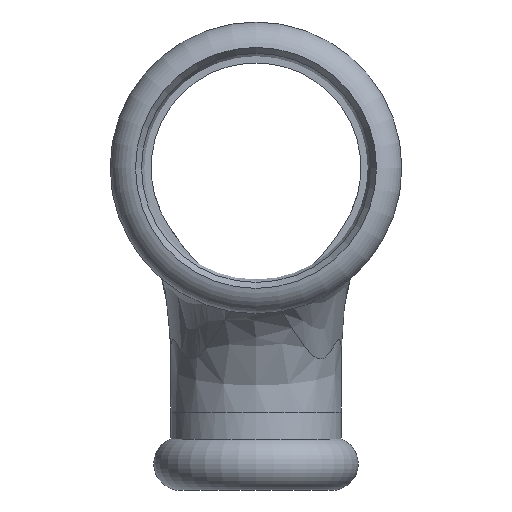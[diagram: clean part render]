
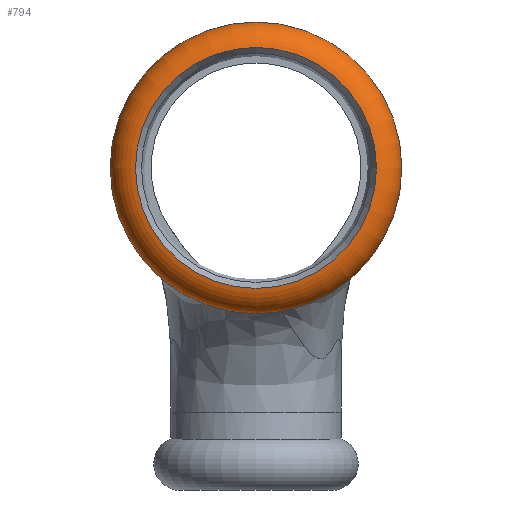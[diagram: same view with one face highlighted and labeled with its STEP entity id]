
A CAD part, left-side view. The second image highlights one B-rep face of the part: STEP entity #794.
In plain terms, the highlighted toroidal (fillet/blend) face has major radius 14.597 mm and minor radius 3.755 mm.
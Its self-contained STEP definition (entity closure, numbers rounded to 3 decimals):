
#130=FACE_OUTER_BOUND('',#170,.T.);
#170=EDGE_LOOP('',(#535,#536,#537,#538,#539,#540,#541,#542));
#223=CIRCLE('',#871,15.7);
#224=CIRCLE('',#872,15.7);
#225=CIRCLE('',#873,3.755);
#226=CIRCLE('',#874,15.15);
#227=CIRCLE('',#875,15.15);
#228=CIRCLE('',#876,15.15);
#229=CIRCLE('',#877,15.7);
#292=VERTEX_POINT('',#1201);
#293=VERTEX_POINT('',#1202);
#294=VERTEX_POINT('',#1204);
#295=VERTEX_POINT('',#1206);
#296=VERTEX_POINT('',#1208);
#297=VERTEX_POINT('',#1210);
#391=EDGE_CURVE('',#292,#293,#223,.T.);
#392=EDGE_CURVE('',#294,#292,#224,.T.);
#393=EDGE_CURVE('',#294,#295,#225,.T.);
#394=EDGE_CURVE('',#295,#296,#226,.T.);
#395=EDGE_CURVE('',#296,#297,#227,.T.);
#396=EDGE_CURVE('',#297,#295,#228,.T.);
#397=EDGE_CURVE('',#293,#294,#229,.T.);
#535=ORIENTED_EDGE('',*,*,#391,.F.);
#536=ORIENTED_EDGE('',*,*,#392,.F.);
#537=ORIENTED_EDGE('',*,*,#393,.T.);
#538=ORIENTED_EDGE('',*,*,#394,.T.);
#539=ORIENTED_EDGE('',*,*,#395,.T.);
#540=ORIENTED_EDGE('',*,*,#396,.T.);
#541=ORIENTED_EDGE('',*,*,#393,.F.);
#542=ORIENTED_EDGE('',*,*,#397,.F.);
#783=TOROIDAL_SURFACE('',#870,14.597,3.755);
#794=ADVANCED_FACE('',(#130),#783,.T.);
#870=AXIS2_PLACEMENT_3D('',#1200,#993,#994);
#871=AXIS2_PLACEMENT_3D('',#1203,#995,#996);
#872=AXIS2_PLACEMENT_3D('',#1205,#997,#998);
#873=AXIS2_PLACEMENT_3D('',#1207,#999,#1000);
#874=AXIS2_PLACEMENT_3D('',#1209,#1001,#1002);
#875=AXIS2_PLACEMENT_3D('',#1211,#1003,#1004);
#876=AXIS2_PLACEMENT_3D('',#1212,#1005,#1006);
#877=AXIS2_PLACEMENT_3D('',#1213,#1007,#1008);
#993=DIRECTION('center_axis',(1.,0.,0.));
#994=DIRECTION('ref_axis',(0.,0.,1.));
#995=DIRECTION('center_axis',(1.,0.,0.));
#996=DIRECTION('ref_axis',(0.,1.,0.));
#997=DIRECTION('center_axis',(1.,0.,0.));
#998=DIRECTION('ref_axis',(0.,1.,0.));
#999=DIRECTION('center_axis',(0.,1.,0.));
#1000=DIRECTION('ref_axis',(0.,0.,-1.));
#1001=DIRECTION('center_axis',(1.,0.,0.));
#1002=DIRECTION('ref_axis',(0.,1.,0.));
#1003=DIRECTION('center_axis',(1.,0.,0.));
#1004=DIRECTION('ref_axis',(0.,1.,0.));
#1005=DIRECTION('center_axis',(1.,0.,0.));
#1006=DIRECTION('ref_axis',(0.,1.,0.));
#1007=DIRECTION('center_axis',(1.,0.,0.));
#1008=DIRECTION('ref_axis',(0.,1.,0.));
#1200=CARTESIAN_POINT('Origin',(-38.286,0.,0.));
#1201=CARTESIAN_POINT('',(-34.697,15.7,0.));
#1202=CARTESIAN_POINT('',(-34.697,-15.7,0.));
#1203=CARTESIAN_POINT('Origin',(-34.697,0.,0.));
#1204=CARTESIAN_POINT('',(-34.697,0.,-15.7));
#1205=CARTESIAN_POINT('Origin',(-34.697,0.,0.));
#1206=CARTESIAN_POINT('',(-42.,0.,-15.15));
#1207=CARTESIAN_POINT('Origin',(-38.286,0.,
-14.597));
#1208=CARTESIAN_POINT('',(-42.,15.15,0.));
#1209=CARTESIAN_POINT('Origin',(-42.,0.,0.));
#1210=CARTESIAN_POINT('',(-42.,-15.15,0.));
#1211=CARTESIAN_POINT('Origin',(-42.,0.,0.));
#1212=CARTESIAN_POINT('Origin',(-42.,0.,0.));
#1213=CARTESIAN_POINT('Origin',(-34.697,0.,0.));
